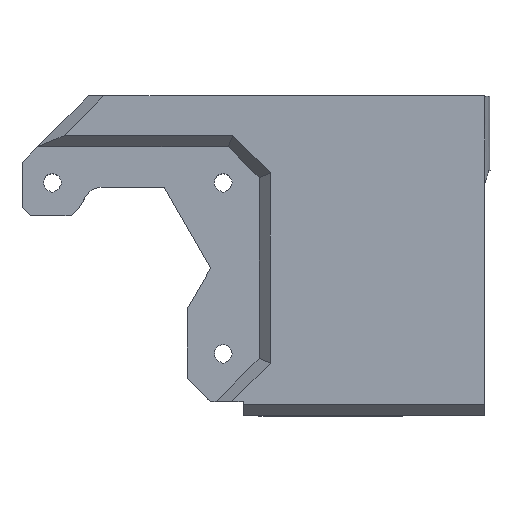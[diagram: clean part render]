
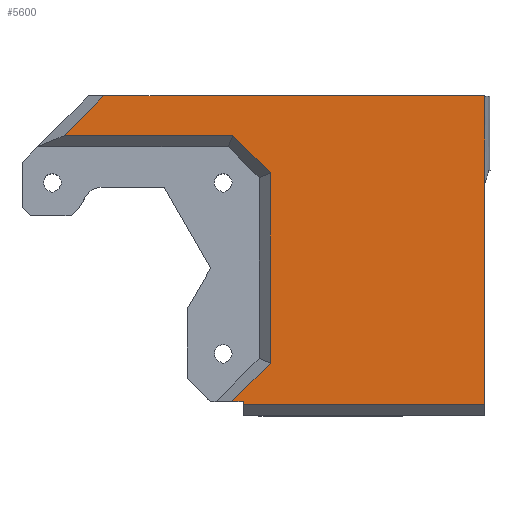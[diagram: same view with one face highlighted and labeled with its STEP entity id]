
A CAD part, top view. The second image highlights one B-rep face of the part: STEP entity #5600.
In plain terms, the highlighted planar face has unit normal (0, 0, 1).
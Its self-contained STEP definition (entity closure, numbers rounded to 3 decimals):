
#296=FACE_OUTER_BOUND('',#615,.T.);
#615=EDGE_LOOP('',(#3789,#3790,#3791,#3792,#3793,#3794,#3795,#3796,#3797,
#3798));
#970=LINE('',#7948,#1636);
#972=LINE('',#7952,#1638);
#975=LINE('',#7958,#1641);
#978=LINE('',#7964,#1644);
#996=LINE('',#8015,#1662);
#1032=LINE('',#8097,#1698);
#1033=LINE('',#8099,#1699);
#1034=LINE('',#8101,#1700);
#1035=LINE('',#8102,#1701);
#1036=LINE('',#8103,#1702);
#1636=VECTOR('',#6418,10.);
#1638=VECTOR('',#6422,10.);
#1641=VECTOR('',#6427,10.);
#1644=VECTOR('',#6432,10.);
#1662=VECTOR('',#6460,10.);
#1698=VECTOR('',#6510,10.);
#1699=VECTOR('',#6511,10.);
#1700=VECTOR('',#6512,10.);
#1701=VECTOR('',#6513,10.);
#1702=VECTOR('',#6514,10.);
#2290=VERTEX_POINT('',#7945);
#2291=VERTEX_POINT('',#7947);
#2292=VERTEX_POINT('',#7951);
#2294=VERTEX_POINT('',#7957);
#2296=VERTEX_POINT('',#7963);
#2316=VERTEX_POINT('',#8012);
#2317=VERTEX_POINT('',#8014);
#2356=VERTEX_POINT('',#8096);
#2357=VERTEX_POINT('',#8098);
#2358=VERTEX_POINT('',#8100);
#2839=EDGE_CURVE('',#2291,#2290,#970,.T.);
#2841=EDGE_CURVE('',#2292,#2291,#972,.T.);
#2844=EDGE_CURVE('',#2294,#2292,#975,.T.);
#2847=EDGE_CURVE('',#2296,#2294,#978,.T.);
#2869=EDGE_CURVE('',#2317,#2316,#996,.T.);
#2910=EDGE_CURVE('',#2316,#2356,#1032,.T.);
#2911=EDGE_CURVE('',#2357,#2356,#1033,.T.);
#2912=EDGE_CURVE('',#2357,#2358,#1034,.T.);
#2913=EDGE_CURVE('',#2358,#2296,#1035,.T.);
#2914=EDGE_CURVE('',#2290,#2317,#1036,.T.);
#3789=ORIENTED_EDGE('',*,*,#2910,.T.);
#3790=ORIENTED_EDGE('',*,*,#2911,.F.);
#3791=ORIENTED_EDGE('',*,*,#2912,.T.);
#3792=ORIENTED_EDGE('',*,*,#2913,.T.);
#3793=ORIENTED_EDGE('',*,*,#2847,.T.);
#3794=ORIENTED_EDGE('',*,*,#2844,.T.);
#3795=ORIENTED_EDGE('',*,*,#2841,.T.);
#3796=ORIENTED_EDGE('',*,*,#2839,.T.);
#3797=ORIENTED_EDGE('',*,*,#2914,.T.);
#3798=ORIENTED_EDGE('',*,*,#2869,.T.);
#5333=PLANE('',#5943);
#5600=ADVANCED_FACE('',(#296),#5333,.F.);
#5943=AXIS2_PLACEMENT_3D('',#8095,#6508,#6509);
#6418=DIRECTION('',(-0.707,-0.707,0.));
#6422=DIRECTION('',(0.,-1.,0.));
#6427=DIRECTION('',(0.707,-0.707,0.));
#6432=DIRECTION('',(1.,0.,0.));
#6460=DIRECTION('',(0.,-1.,0.));
#6508=DIRECTION('center_axis',(0.,0.,
-1.));
#6509=DIRECTION('ref_axis',(1.,0.,0.));
#6510=DIRECTION('',(1.,0.,0.));
#6511=DIRECTION('',(0.,-1.,0.));
#6512=DIRECTION('',(-1.,0.,0.));
#6513=DIRECTION('',(-0.707,-0.707,0.));
#6514=DIRECTION('',(1.,0.,0.));
#7945=CARTESIAN_POINT('',(35.279,171.51,366.29));
#7947=CARTESIAN_POINT('',(42.216,178.447,366.29));
#7948=CARTESIAN_POINT('',(35.279,171.51,366.29));
#7951=CARTESIAN_POINT('',(42.216,212.933,366.29));
#7952=CARTESIAN_POINT('',(42.216,212.933,366.29));
#7957=CARTESIAN_POINT('',(35.459,219.69,366.29));
#7958=CARTESIAN_POINT('',(35.459,219.69,366.29));
#7963=CARTESIAN_POINT('',(4.853,219.69,366.29));
#7964=CARTESIAN_POINT('',(61.49,219.69,366.29));
#8012=CARTESIAN_POINT('',(37.32,170.91,366.29));
#8014=CARTESIAN_POINT('',(37.32,171.51,366.29));
#8015=CARTESIAN_POINT('',(37.32,171.51,366.29));
#8095=CARTESIAN_POINT('Origin',(37.426,222.59,366.29));
#8096=CARTESIAN_POINT('',(81.135,170.91,366.29));
#8097=CARTESIAN_POINT('',(51.667,170.91,366.29));
#8098=CARTESIAN_POINT('',(81.135,226.91,366.29));
#8099=CARTESIAN_POINT('',(81.135,226.91,366.29));
#8100=CARTESIAN_POINT('',(12.073,226.91,366.29));
#8101=CARTESIAN_POINT('',(38.185,226.91,366.29));
#8102=CARTESIAN_POINT('',(14.464,229.301,366.29));
#8103=CARTESIAN_POINT('',(31.396,171.51,366.29));
